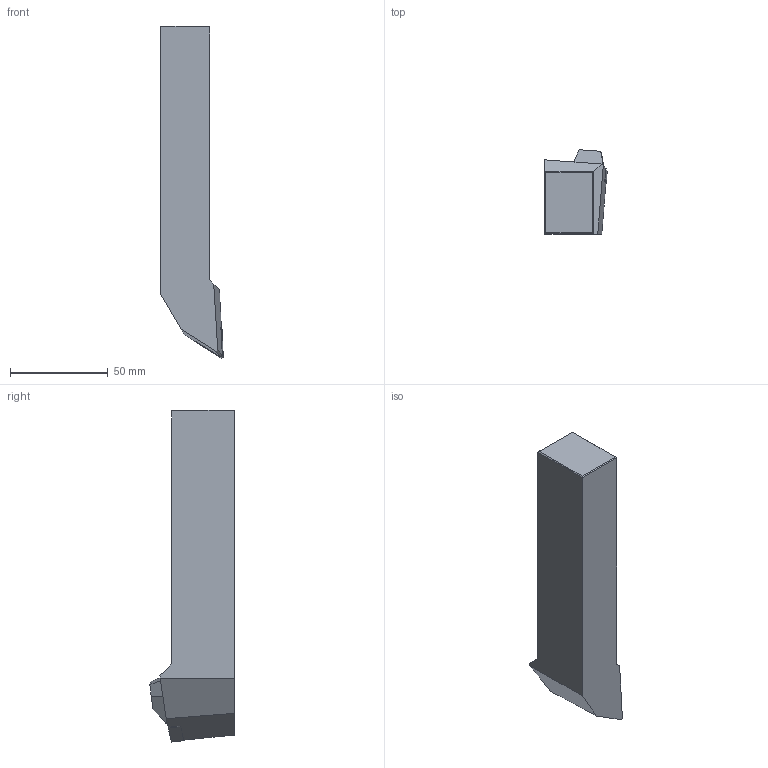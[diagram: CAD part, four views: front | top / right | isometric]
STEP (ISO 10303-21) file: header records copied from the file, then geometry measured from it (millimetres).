
FILE_DESCRIPTION((''),'2;1');
FILE_NAME('70541832_ASM','2018-10-12T13:07:30',('piechottad'),(''),'CREO PARAMETRIC BY PTC INC, 2017380','CREO PARAMETRIC BY PTC INC, 2017380','');
FILE_SCHEMA(('AUTOMOTIVE_DESIGN { 1 0 10303 214 1 1 1 1 }'));
Length unit declared in the file: millimetre
Products named in the file (3): 70541832NC; 70541832C; 70541832_ASM
Assembly tree (2 placements, depth 2):
  70541832_ASM
    70541832NC
    70541832C
Bounding box: 32 x 43.22 x 170.01 mm (x, y, z)
Volume: 132479 mm3; surface area: 21634.9 mm2
Topology: 2 solids, 2 shells, 44 faces, 120 edges, 81 vertices
Faces by surface type: plane 33, cylinder 6, cone 3, torus 2
Entity records: 3031 total; most frequent: CARTESIAN_POINT 319, DIRECTION 316, ORIENTED_EDGE 218, PRESENTATION_STYLE_ASSIGNMENT 164, STYLED_ITEM 164, CURVE_STYLE 161, PROPERTY_DEFINITION 149, REPRESENTATION 147
